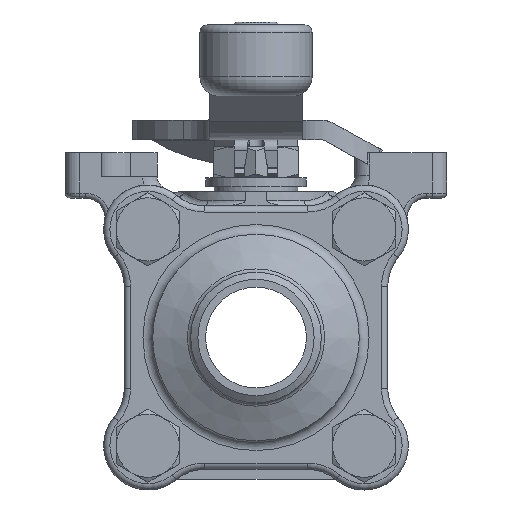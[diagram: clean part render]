
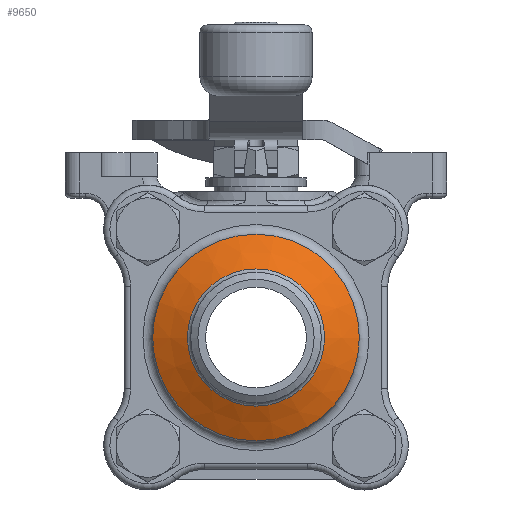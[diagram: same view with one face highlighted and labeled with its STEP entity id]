
A CAD part, left-side view. The second image highlights one B-rep face of the part: STEP entity #9650.
In plain terms, the highlighted conical face has half-angle 64 degrees and reference radius 18.9 mm.
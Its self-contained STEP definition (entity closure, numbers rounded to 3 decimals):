
#119=CONICAL_SURFACE('',#10652,18.9,64.);
#510=FACE_BOUND('',#2357,.T.);
#1756=FACE_OUTER_BOUND('',#2356,.T.);
#2356=EDGE_LOOP('',(#8799));
#2357=EDGE_LOOP('',(#8800));
#3997=CIRCLE('',#10651,14.086);
#3998=CIRCLE('',#10653,21.225);
#4853=VERTEX_POINT('',#17494);
#4854=VERTEX_POINT('',#17497);
#6178=EDGE_CURVE('',#4853,#4853,#3997,.T.);
#6179=EDGE_CURVE('',#4854,#4854,#3998,.T.);
#8799=ORIENTED_EDGE('',*,*,#6179,.F.);
#8800=ORIENTED_EDGE('',*,*,#6178,.F.);
#9650=ADVANCED_FACE('',(#1756,#510),#119,.T.);
#10651=AXIS2_PLACEMENT_3D('',#17495,#13238,#13239);
#10652=AXIS2_PLACEMENT_3D('',#17496,#13240,#13241);
#10653=AXIS2_PLACEMENT_3D('',#17498,#13242,#13243);
#13238=DIRECTION('center_axis',(-1.,0.,0.));
#13239=DIRECTION('ref_axis',(0.,1.,0.));
#13240=DIRECTION('center_axis',(1.,0.,0.));
#13241=DIRECTION('ref_axis',(0.,1.,0.));
#13242=DIRECTION('center_axis',(1.,0.,0.));
#13243=DIRECTION('ref_axis',(0.,0.,-1.));
#17494=CARTESIAN_POINT('',(-37.814,14.086,0.));
#17495=CARTESIAN_POINT('Origin',(-37.814,0.,0.));
#17496=CARTESIAN_POINT('Origin',(-35.466,0.,
0.));
#17497=CARTESIAN_POINT('',(-34.332,0.,21.225));
#17498=CARTESIAN_POINT('Origin',(-34.332,0.,
0.));
